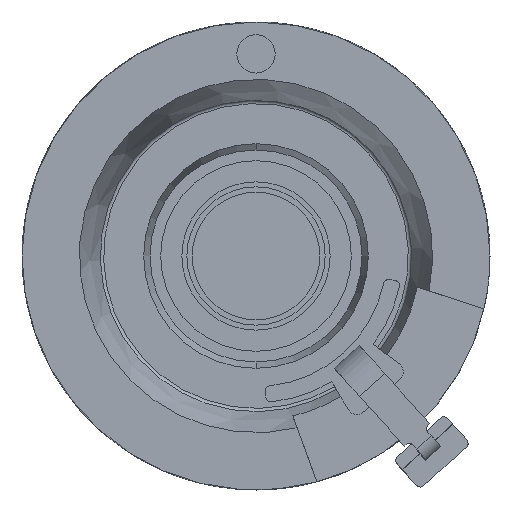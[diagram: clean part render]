
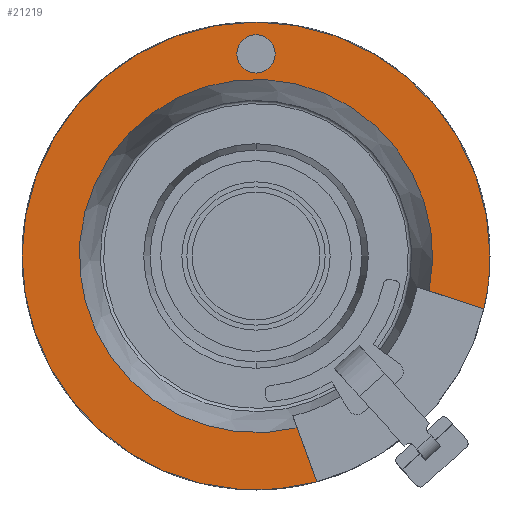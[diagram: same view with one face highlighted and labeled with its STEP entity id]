
A CAD part, front view. The second image highlights one B-rep face of the part: STEP entity #21219.
In plain terms, the highlighted planar face has unit normal (0, -1, 0).
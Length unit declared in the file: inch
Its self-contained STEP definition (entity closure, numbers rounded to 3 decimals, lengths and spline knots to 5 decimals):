
#1=DIRECTION('',(-0.951,0.,0.309));
#2=VECTOR('',#1,0.10663);
#3=CARTESIAN_POINT('',(0.42189,0.,-0.09776));
#4=LINE('',#3,#2);
#5=DIRECTION('',(0.342,0.,-0.94));
#6=VECTOR('',#5,0.10663);
#7=CARTESIAN_POINT('',(0.07595,0.,-0.31803));
#8=LINE('',#7,#6);
#9=CARTESIAN_POINT('',(0.,0.,0.));
#10=DIRECTION('',(0.,1.,0.));
#11=DIRECTION('',(0.26,0.,-0.966));
#12=AXIS2_PLACEMENT_3D('',#9,#10,#11);
#14=CARTESIAN_POINT('',(0.,0.,0.));
#15=DIRECTION('',(0.,1.,0.));
#16=DIRECTION('',(-1.,0.,0.));
#17=AXIS2_PLACEMENT_3D('',#14,#15,#16);
#19=CARTESIAN_POINT('',(0.,0.,0.));
#20=DIRECTION('',(0.,1.,0.));
#21=DIRECTION('',(1.,0.,0.));
#22=AXIS2_PLACEMENT_3D('',#19,#20,#21);
#24=CARTESIAN_POINT('',(0.,0.,0.37402));
#25=DIRECTION('',(0.,-1.,0.));
#26=DIRECTION('',(-1.,0.,0.));
#27=AXIS2_PLACEMENT_3D('',#24,#25,#26);
#29=CARTESIAN_POINT('',(0.,0.,0.37402));
#30=DIRECTION('',(0.,-1.,0.));
#31=DIRECTION('',(1.,0.,0.));
#32=AXIS2_PLACEMENT_3D('',#29,#30,#31);
#17241=CARTESIAN_POINT('',(0.,0.,0.));
#17242=DIRECTION('',(0.,1.,0.));
#17243=DIRECTION('',(0.232,0.,-0.973));
#17244=AXIS2_PLACEMENT_3D('',#17241,#17242,#17243);
#18130=CARTESIAN_POINT('',(-0.43307,0.,0.));
#18131=CARTESIAN_POINT('',(0.43307,0.,0.));
#18132=VERTEX_POINT('',#18130);
#18133=VERTEX_POINT('',#18131);
#18174=CARTESIAN_POINT('',(0.42189,0.,-0.09776));
#18175=CARTESIAN_POINT('',(0.32048,0.,-0.0648));
#18176=VERTEX_POINT('',#18174);
#18177=VERTEX_POINT('',#18175);
#18178=CARTESIAN_POINT('',(0.07595,0.,-0.31803));
#18179=CARTESIAN_POINT('',(0.11242,0.,-0.41823));
#18180=VERTEX_POINT('',#18178);
#18181=VERTEX_POINT('',#18179);
#18206=CARTESIAN_POINT('',(-0.03543,0.,0.37402));
#18207=CARTESIAN_POINT('',(0.03543,0.,0.37402));
#18208=VERTEX_POINT('',#18206);
#18209=VERTEX_POINT('',#18207);
#21194=CARTESIAN_POINT('',(0.,0.,0.));
#21195=DIRECTION('',(0.,1.,0.));
#21196=DIRECTION('',(1.,0.,0.));
#21197=AXIS2_PLACEMENT_3D('',#21194,#21195,#21196);
#21198=PLANE('',#21197);
#21200=ORIENTED_EDGE('',*,*,#21199,.T.);
#21202=ORIENTED_EDGE('',*,*,#21201,.F.);
#21204=ORIENTED_EDGE('',*,*,#21203,.T.);
#21206=ORIENTED_EDGE('',*,*,#21205,.T.);
#21208=ORIENTED_EDGE('',*,*,#21207,.T.);
#21210=ORIENTED_EDGE('',*,*,#21209,.T.);
#21211=EDGE_LOOP('',(#21200,#21202,#21204,#21206,#21208,#21210));
#21212=FACE_OUTER_BOUND('',#21211,.F.);
#21214=ORIENTED_EDGE('',*,*,#21213,.T.);
#21216=ORIENTED_EDGE('',*,*,#21215,.T.);
#21217=EDGE_LOOP('',(#21214,#21216));
#21218=FACE_BOUND('',#21217,.F.);
#21219=ADVANCED_FACE('',(#21212,#21218),#21198,.F.);
#13=CIRCLE('',#12,0.43307);
#18=CIRCLE('',#17,0.43307);
#23=CIRCLE('',#22,0.43307);
#28=CIRCLE('',#27,0.03543);
#33=CIRCLE('',#32,0.03543);
#17245=CIRCLE('',#17244,0.32697);
#21199=EDGE_CURVE('',#18176,#18177,#4,.T.);
#21201=EDGE_CURVE('',#18180,#18177,#17245,.T.);
#21203=EDGE_CURVE('',#18180,#18181,#8,.T.);
#21205=EDGE_CURVE('',#18181,#18132,#13,.T.);
#21207=EDGE_CURVE('',#18132,#18133,#18,.T.);
#21209=EDGE_CURVE('',#18133,#18176,#23,.T.);
#21213=EDGE_CURVE('',#18208,#18209,#28,.T.);
#21215=EDGE_CURVE('',#18209,#18208,#33,.T.);
